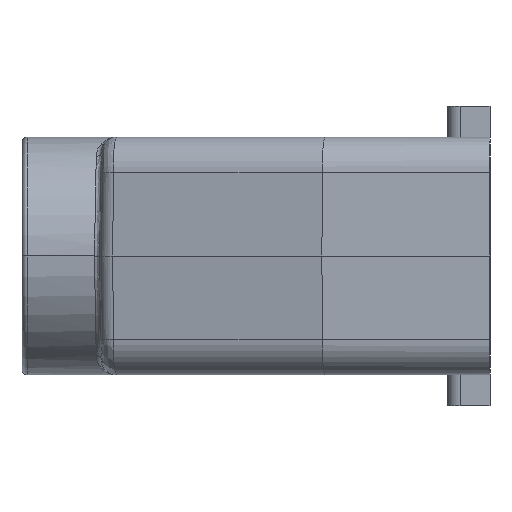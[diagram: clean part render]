
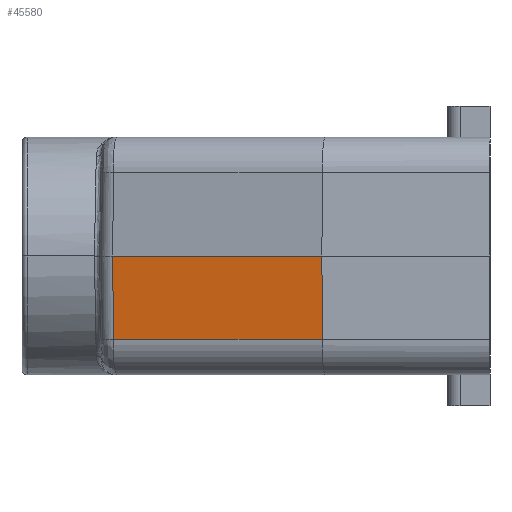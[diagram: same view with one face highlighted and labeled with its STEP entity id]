
A CAD part, left-side view. The second image highlights one B-rep face of the part: STEP entity #45580.
In plain terms, the highlighted face is planar.
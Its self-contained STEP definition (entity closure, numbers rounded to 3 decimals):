
#45190=CARTESIAN_POINT('',(29.999,68.576,
8.061));
#45200=DIRECTION('',(-0.985,-0.174,
-0.017));
#45210=DIRECTION('',(-0.017,-0.003,
1.));
#45220=AXIS2_PLACEMENT_3D('',#45190,#45200,#45210);
#45230=PLANE('',#45220);
#45240=CARTESIAN_POINT('',(29.86,68.552,
16.122));
#45250=DIRECTION('',(-0.174,0.985,
0.));
#45260=VECTOR('',#45250,1.);
#45270=LINE('',#45240,#45260);
#45280=CARTESIAN_POINT('',(31.972,56.576,
16.122));
#45290=VERTEX_POINT('',#45280);
#45300=CARTESIAN_POINT('',(24.872,96.84,
16.122));
#45310=VERTEX_POINT('',#45300);
#45320=EDGE_CURVE('',#45290,#45310,#45270,.T.);
#45330=ORIENTED_EDGE('',*,*,#45320,.F.);
#45340=CARTESIAN_POINT('',(25.108,97.121,
0.052));
#45350=DIRECTION('',(0.015,0.017,
-1.));
#45360=VECTOR('',#45350,1.);
#45370=LINE('',#45340,#45360);
#45380=CARTESIAN_POINT('',(25.108,97.122,
0.));
#45390=VERTEX_POINT('',#45380);
#45400=EDGE_CURVE('',#45310,#45390,#45370,.T.);
#45410=ORIENTED_EDGE('',*,*,#45400,.F.);
#45420=CARTESIAN_POINT('',(32.393,55.81,
0.));
#45430=DIRECTION('',(-0.174,0.985,
0.));
#45440=VECTOR('',#45430,1.);
#45450=LINE('',#45420,#45440);
#45460=CARTESIAN_POINT('',(32.253,56.6,
0.));
#45470=VERTEX_POINT('',#45460);
#45480=EDGE_CURVE('',#45470,#45390,#45450,.T.);
#45490=ORIENTED_EDGE('',*,*,#45480,.T.);
#45500=CARTESIAN_POINT('',(32.253,56.6,0.));
#45510=DIRECTION('',(-0.017,-0.002,
1.));
#45520=VECTOR('',#45510,1.);
#45530=LINE('',#45500,#45520);
#45540=EDGE_CURVE('',#45470,#45290,#45530,.T.);
#45550=ORIENTED_EDGE('',*,*,#45540,.F.);
#45560=EDGE_LOOP('',(#45550,#45490,#45410,#45330));
#45570=FACE_OUTER_BOUND('',#45560,.T.);
#45580=ADVANCED_FACE('',(#45570),#45230,.F.);
